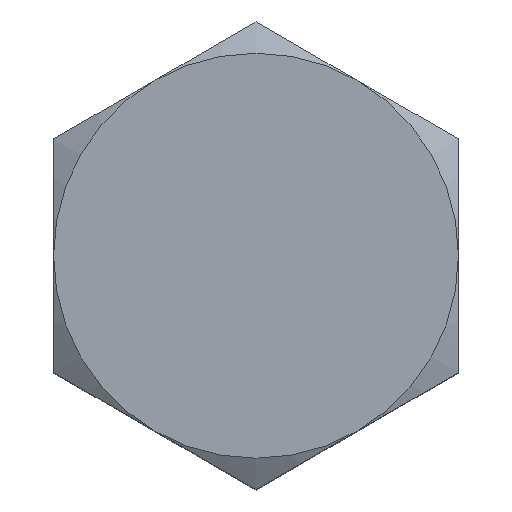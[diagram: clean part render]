
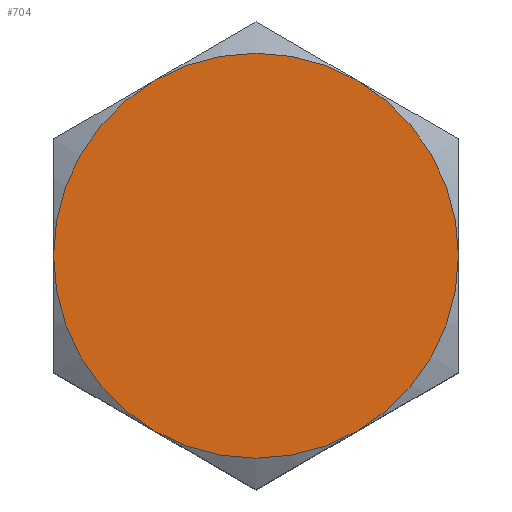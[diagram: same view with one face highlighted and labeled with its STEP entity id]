
A CAD part, top view. The second image highlights one B-rep face of the part: STEP entity #704.
In plain terms, the highlighted planar face has unit normal (0, 0, 1).
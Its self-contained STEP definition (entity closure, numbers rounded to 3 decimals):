
#29 = ORIENTED_EDGE ( 'NONE', *, *, #1053, .T. ) ;
#34 = CIRCLE ( 'NONE', #848, 11. ) ;
#78 = CIRCLE ( 'NONE', #965, 11. ) ;
#109 = DIRECTION ( 'NONE',  ( 0., 0., 1. ) ) ;
#128 = CARTESIAN_POINT ( 'NONE',  ( 5.5, -9.526, 41. ) ) ;
#154 = CARTESIAN_POINT ( 'NONE',  ( -11., 0., 41. ) ) ;
#181 = DIRECTION ( 'NONE',  ( 0., 0., 1. ) ) ;
#208 = EDGE_CURVE ( 'NONE', #1002, #493, #1291, .T. ) ;
#247 = DIRECTION ( 'NONE',  ( -1., 0., 0. ) ) ;
#261 = CARTESIAN_POINT ( 'NONE',  ( 0., 0., 41. ) ) ;
#265 = ORIENTED_EDGE ( 'NONE', *, *, #1037, .F. ) ;
#332 = VERTEX_POINT ( 'NONE', #1212 ) ;
#354 = DIRECTION ( 'NONE',  ( 0., 0., 1. ) ) ;
#362 = CARTESIAN_POINT ( 'NONE',  ( -5.5, -9.526, 41. ) ) ;
#369 = DIRECTION ( 'NONE',  ( 0., 0., -1. ) ) ;
#375 = CARTESIAN_POINT ( 'NONE',  ( 0., 0., 41. ) ) ;
#450 = DIRECTION ( 'NONE',  ( -1., 0., 0. ) ) ;
#493 = VERTEX_POINT ( 'NONE', #154 ) ;
#521 = AXIS2_PLACEMENT_3D ( 'NONE', #261, #683, #1106 ) ;
#557 = CIRCLE ( 'NONE', #521, 11. ) ;
#581 = DIRECTION ( 'NONE',  ( 1., 0., 0. ) ) ;
#625 = VERTEX_POINT ( 'NONE', #128 ) ;
#650 = ORIENTED_EDGE ( 'NONE', *, *, #1061, .T. ) ;
#669 = EDGE_CURVE ( 'NONE', #625, #332, #34, .T. ) ;
#683 = DIRECTION ( 'NONE',  ( 0., 0., 1. ) ) ;
#690 = PLANE ( 'NONE',  #1064 ) ;
#704 = ADVANCED_FACE ( 'NONE', ( #791 ), #690, .T. ) ;
#750 = VERTEX_POINT ( 'NONE', #826 ) ;
#756 = AXIS2_PLACEMENT_3D ( 'NONE', #375, #354, #777 ) ;
#777 = DIRECTION ( 'NONE',  ( 1., 0., 0. ) ) ;
#778 = ORIENTED_EDGE ( 'NONE', *, *, #669, .T. ) ;
#791 = FACE_OUTER_BOUND ( 'NONE', #1359, .T. ) ;
#797 = AXIS2_PLACEMENT_3D ( 'NONE', #1089, #1173, #450 ) ;
#804 = ORIENTED_EDGE ( 'NONE', *, *, #208, .F. ) ;
#826 = CARTESIAN_POINT ( 'NONE',  ( 5.5, 9.526, 41. ) ) ;
#838 = AXIS2_PLACEMENT_3D ( 'NONE', #1057, #109, #1282 ) ;
#848 = AXIS2_PLACEMENT_3D ( 'NONE', #1227, #1336, #581 ) ;
#853 = EDGE_CURVE ( 'NONE', #750, #1239, #884, .T. ) ;
#884 = CIRCLE ( 'NONE', #838, 11. ) ;
#965 = AXIS2_PLACEMENT_3D ( 'NONE', #1310, #369, #247 ) ;
#1002 = VERTEX_POINT ( 'NONE', #362 ) ;
#1009 = DIRECTION ( 'NONE',  ( 1., 0., 0. ) ) ;
#1037 = EDGE_CURVE ( 'NONE', #493, #1239, #78, .T. ) ;
#1053 = EDGE_CURVE ( 'NONE', #332, #750, #1142, .T. ) ;
#1057 = CARTESIAN_POINT ( 'NONE',  ( 0., 0., 41. ) ) ;
#1061 = EDGE_CURVE ( 'NONE', #1002, #625, #557, .T. ) ;
#1064 = AXIS2_PLACEMENT_3D ( 'NONE', #1133, #181, #1009 ) ;
#1069 = ORIENTED_EDGE ( 'NONE', *, *, #853, .T. ) ;
#1089 = CARTESIAN_POINT ( 'NONE',  ( 0., 0., 41. ) ) ;
#1106 = DIRECTION ( 'NONE',  ( 1., 0., 0. ) ) ;
#1133 = CARTESIAN_POINT ( 'NONE',  ( 0., 0., 41. ) ) ;
#1142 = CIRCLE ( 'NONE', #756, 11. ) ;
#1173 = DIRECTION ( 'NONE',  ( 0., 0., -1. ) ) ;
#1212 = CARTESIAN_POINT ( 'NONE',  ( 11., 0., 41. ) ) ;
#1227 = CARTESIAN_POINT ( 'NONE',  ( 0., 0., 41. ) ) ;
#1239 = VERTEX_POINT ( 'NONE', #1266 ) ;
#1266 = CARTESIAN_POINT ( 'NONE',  ( -5.5, 9.526, 41. ) ) ;
#1282 = DIRECTION ( 'NONE',  ( 1., 0., 0. ) ) ;
#1291 = CIRCLE ( 'NONE', #797, 11. ) ;
#1310 = CARTESIAN_POINT ( 'NONE',  ( 0., 0., 41. ) ) ;
#1336 = DIRECTION ( 'NONE',  ( 0., 0., 1. ) ) ;
#1359 = EDGE_LOOP ( 'NONE', ( #29, #1069, #265, #804, #650, #778 ) ) ;
